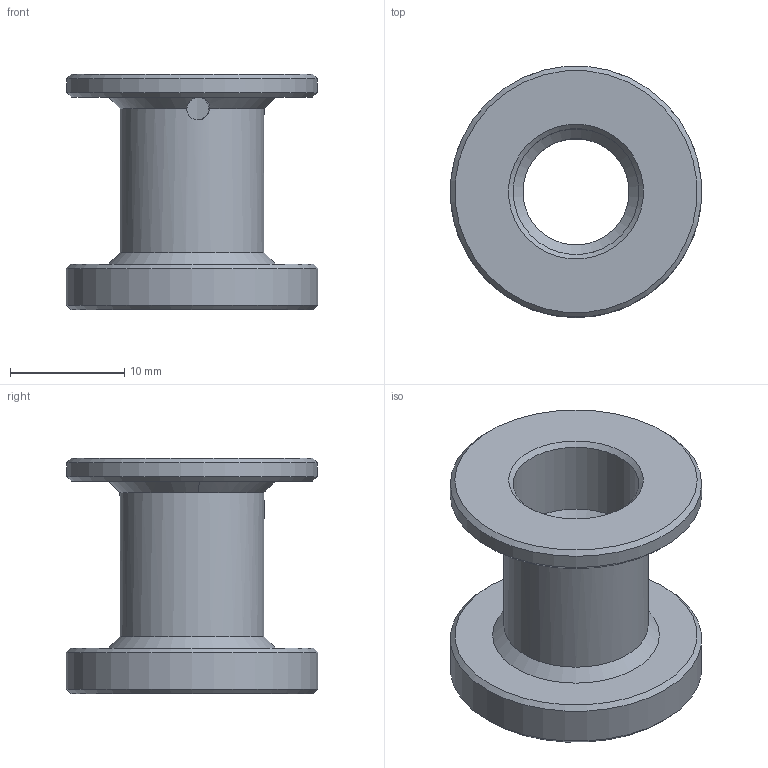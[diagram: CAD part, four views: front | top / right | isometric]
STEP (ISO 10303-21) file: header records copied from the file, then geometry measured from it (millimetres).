
FILE_DESCRIPTION(/* description */ (''),/* implementation_level */ '2;1');
FILE_NAME(/* name */ 'Outer (1) (1).step',/* time_stamp */ '2024-11-01T16:39:29-04:00',/* author */ (''),/* organization */ (''),/* preprocessor_version */ 'ST-DEVELOPER v20',/* originating_system */ 'Autodesk Translation Framework v13.20.0.188',/* authorisation */ '');
FILE_SCHEMA (('AUTOMOTIVE_DESIGN { 1 0 10303 214 3 1 1 }'));
Length unit declared in the file: millimetre
Products named in the file (1): Outer (1) (1)
Bounding box: 22 x 22 x 20.6 mm (x, y, z)
Volume: 1907 mm3; surface area: 2727.5 mm2
Topology: 1 solids, 1 shells, 53 faces, 121 edges, 68 vertices
Faces by surface type: plane 21, cone 18, cylinder 14
Full cylindrical faces by diameter (mm): 2 x1, 9.3 x1, 11 x1, 12.6 x1, 22 x2
Entity records: 1551 total; most frequent: CARTESIAN_POINT 336, DIRECTION 253, ORIENTED_EDGE 234, EDGE_CURVE 117, AXIS2_PLACEMENT_3D 95, VERTEX_POINT 68, LINE 63, VECTOR 63
